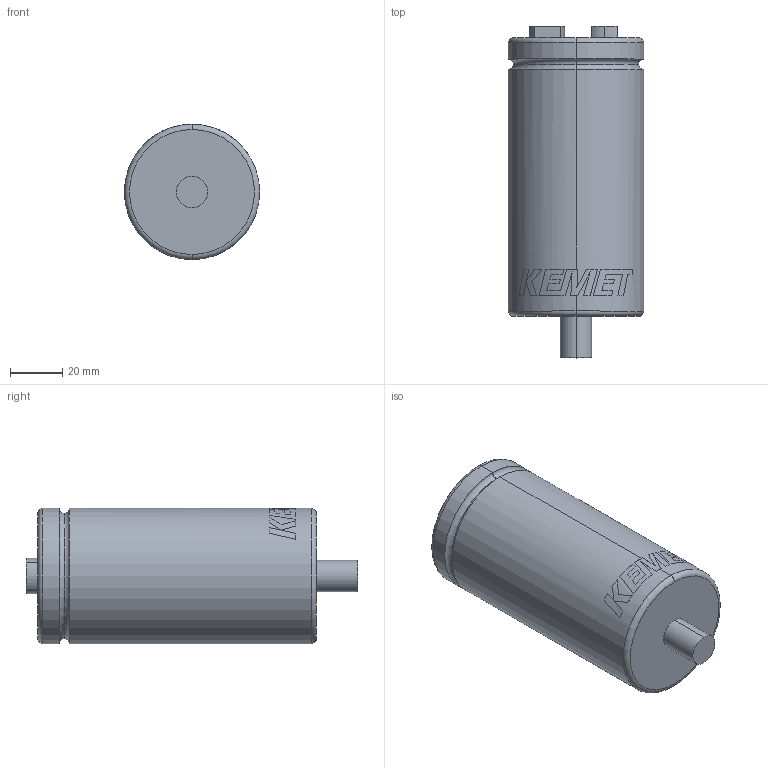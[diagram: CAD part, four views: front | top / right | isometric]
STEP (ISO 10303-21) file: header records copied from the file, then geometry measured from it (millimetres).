
FILE_DESCRIPTION (( 'STEP AP214' ), '1' );
FILE_NAME ('CARC_KALSOS_51X105_D52L107T6S22.2DT13.5TD10.000LT111.500V13.700.STEP', '2020-07-24T21:37:30', ( '' ), ( '' ), 'SwSTEP 2.0', 'SolidWorks 2014', '' );
FILE_SCHEMA (( 'AUTOMOTIVE_DESIGN' ));
Length unit declared in the file: millimetre
Products named in the file (1): CARC_KALSOS_51X105_D52L107T6S22.2DT13.5TD10.000LT111.500V13.700
Bounding box: 52 x 127.5 x 52 mm (x, y, z)
Volume: 226937.8 mm3; surface area: 23302.2 mm2
Topology: 1 solids, 1 shells, 98 faces, 249 edges, 162 vertices
Faces by surface type: plane 35, bspline 31, cylinder 24, torus 8
Entity records: 4264 total; most frequent: CARTESIAN_POINT 1004, ORIENTED_EDGE 498, DIRECTION 372, EDGE_CURVE 249, AXIS2_PLACEMENT_3D 168, VERTEX_POINT 162, B_SPLINE_CURVE_WITH_KNOTS 113, EDGE_LOOP 107
